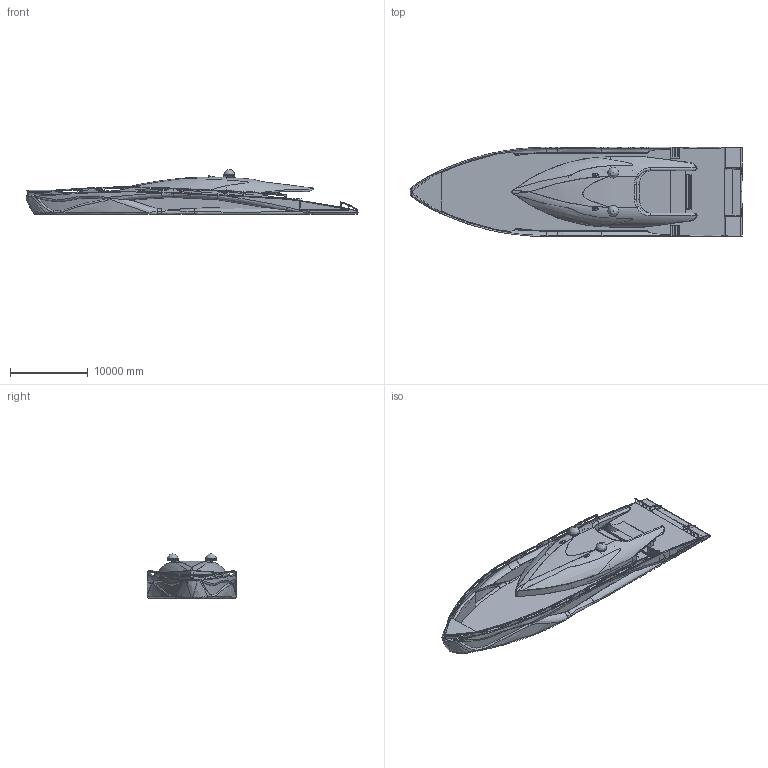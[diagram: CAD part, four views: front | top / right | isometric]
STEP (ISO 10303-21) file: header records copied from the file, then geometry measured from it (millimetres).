
FILE_DESCRIPTION(('FreeCAD Model'),'2;1');
FILE_NAME('Open CASCADE Shape Model','2025-05-03T05:53:04',('FreeCAD'),( 'FreeCAD'),'Open CASCADE STEP processor 7.6','FreeCAD','Unknown');
FILE_SCHEMA(('AUTOMOTIVE_DESIGN { 1 0 10303 214 1 1 1 1 }'));
Products named in the file (1): Open CASCADE STEP translator 7.6 1
Bounding box: 42811.71 x 11534.62 x 5788.18 mm (x, y, z)
Volume: 34160123743.2 mm3; surface area: 2023618532.3 mm2
Topology: 41 solids, 263 shells, 723 faces, 2270 edges, 1814 vertices
Faces by surface type: plane 242, cylinder 198, bspline 166, torus 56, extrusion 42, sphere 19
Full cylindrical faces by diameter (mm): 92 x4, 100 x16, 350 x2, 1384 x2
Entity records: 211161 total; most frequent: CARTESIAN_POINT 193015, ORIENTED_EDGE 3289, DIRECTION 3266, EDGE_CURVE 2223, VERTEX_POINT 1796, AXIS2_PLACEMENT_3D 1260, B_SPLINE_CURVE_WITH_KNOTS 808, VECTOR 746
